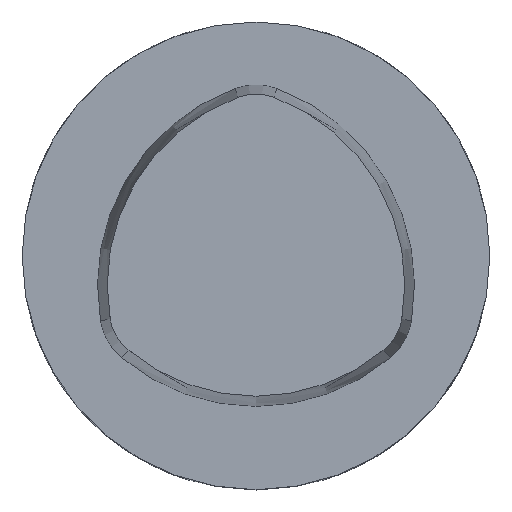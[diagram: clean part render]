
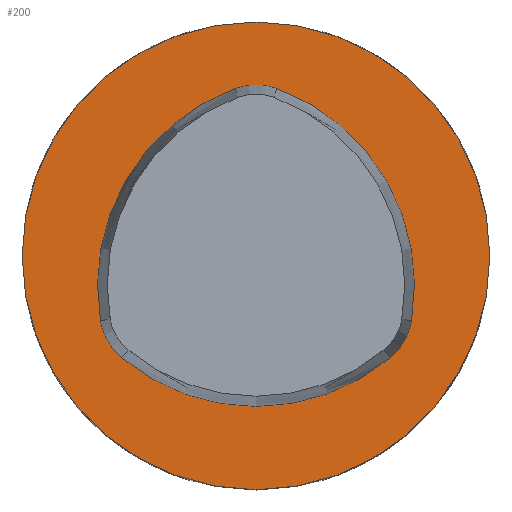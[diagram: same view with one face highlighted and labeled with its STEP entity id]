
A CAD part, top view. The second image highlights one B-rep face of the part: STEP entity #200.
In plain terms, the highlighted planar face has unit normal (0, 0, 1).
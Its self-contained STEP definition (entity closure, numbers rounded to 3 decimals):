
#200=ADVANCED_FACE('',(#270),#234,.T.);
#234=PLANE('',#766);
#270=FACE_OUTER_BOUND('',#317,.T.);
#317=EDGE_LOOP('',(#428));
#428=ORIENTED_EDGE('',*,*,#638,.F.);
#566=VERTEX_POINT('',#1134);
#638=EDGE_CURVE('',#566,#566,#697,.T.);
#697=CIRCLE('',#759,16.);
#759=AXIS2_PLACEMENT_3D('',#1133,#897,#898);
#766=AXIS2_PLACEMENT_3D('',#1154,#915,#916);
#897=DIRECTION('',(0.,0.,-1.));
#898=DIRECTION('',(-1.,0.,0.));
#915=DIRECTION('',(0.,0.,1.));
#916=DIRECTION('',(-1.,0.,0.));
#1133=CARTESIAN_POINT('',(0.,0.,0.));
#1134=CARTESIAN_POINT('',(-16.,0.,0.));
#1154=CARTESIAN_POINT('',(0.,0.,0.));
